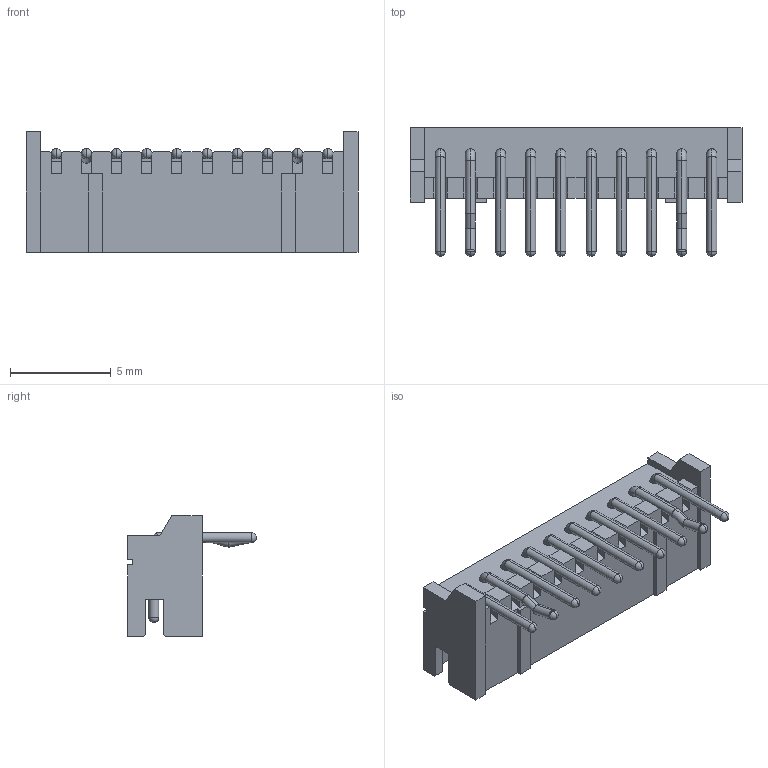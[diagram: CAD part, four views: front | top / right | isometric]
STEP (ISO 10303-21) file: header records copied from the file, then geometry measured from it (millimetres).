
FILE_DESCRIPTION((''),'2;1');
FILE_NAME('JS-1174R-10','2018-04-02T',('user'),(''),'CREO PARAMETRIC BY PTC INC, 2014350','CREO PARAMETRIC BY PTC INC, 2014350','');
FILE_SCHEMA(('CONFIG_CONTROL_DESIGN'));
Length unit declared in the file: millimetre
Products named in the file (1): JS-1174R-10
Bounding box: 16.5 x 6.4 x 6 mm (x, y, z)
Volume: 137.8 mm3; surface area: 604.4 mm2
Topology: 1 solids, 1 shells, 280 faces, 804 edges, 504 vertices
Faces by surface type: plane 158, cylinder 62, sphere 40, torus 20
Entity records: 9256 total; most frequent: CARTESIAN_POINT 2156, ORIENTED_EDGE 1528, DIRECTION 1382, EDGE_CURVE 764, VECTOR 514, LINE 514, VERTEX_POINT 504, AXIS2_PLACEMENT_3D 434
